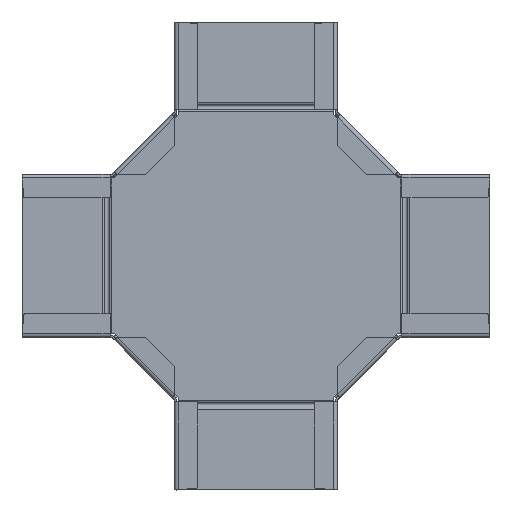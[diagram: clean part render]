
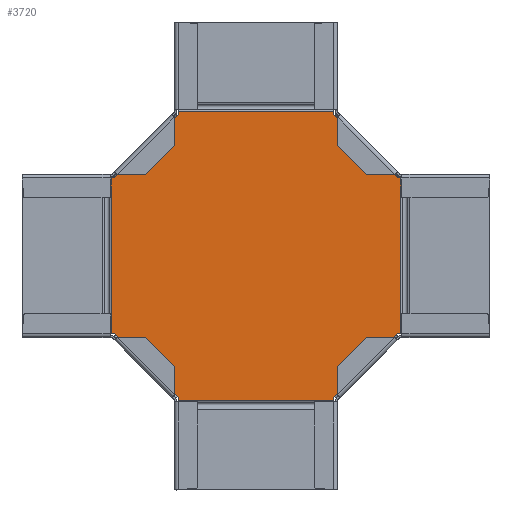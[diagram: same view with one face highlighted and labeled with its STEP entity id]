
A CAD part, top view. The second image highlights one B-rep face of the part: STEP entity #3720.
In plain terms, the highlighted planar face has unit normal (0, 0, 1).
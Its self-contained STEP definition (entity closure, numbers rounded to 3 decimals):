
#2643=DIRECTION('',(-0.707,0.707,0.));
#2644=VECTOR('',#2643,57.631);
#2645=CARTESIAN_POINT('',(90.752,50.,0.));
#2646=LINE('',#2645,#2644);
#2647=DIRECTION('',(-1.,0.,0.));
#2648=VECTOR('',#2647,2.);
#2649=CARTESIAN_POINT('',(92.752,50.,0.));
#2650=LINE('',#2649,#2648);
#2651=DIRECTION('',(0.707,0.707,0.));
#2652=VECTOR('',#2651,57.631);
#2653=CARTESIAN_POINT('',(50.,-90.752,0.));
#2654=LINE('',#2653,#2652);
#2655=DIRECTION('',(0.,1.,0.));
#2656=VECTOR('',#2655,2.);
#2657=CARTESIAN_POINT('',(50.,-92.752,0.));
#2658=LINE('',#2657,#2656);
#2659=DIRECTION('',(0.707,-0.707,0.));
#2660=VECTOR('',#2659,57.631);
#2661=CARTESIAN_POINT('',(-90.752,-50.,0.));
#2662=LINE('',#2661,#2660);
#2663=DIRECTION('',(1.,0.,0.));
#2664=VECTOR('',#2663,2.);
#2665=CARTESIAN_POINT('',(-92.752,-50.,0.));
#2666=LINE('',#2665,#2664);
#2667=DIRECTION('',(-0.707,-0.707,0.));
#2668=VECTOR('',#2667,57.631);
#2669=CARTESIAN_POINT('',(-50.,90.752,0.));
#2670=LINE('',#2669,#2668);
#2671=DIRECTION('',(0.,-1.,0.));
#2672=VECTOR('',#2671,2.);
#2673=CARTESIAN_POINT('',(-50.,92.752,0.));
#2674=LINE('',#2673,#2672);
#2723=DIRECTION('',(-1.,0.,0.));
#2724=VECTOR('',#2723,2.);
#2725=CARTESIAN_POINT('',(92.752,-50.,0.));
#2726=LINE('',#2725,#2724);
#2727=DIRECTION('',(0.,-1.,0.));
#2728=VECTOR('',#2727,100.);
#2729=CARTESIAN_POINT('',(92.752,50.,0.));
#2730=LINE('',#2729,#2728);
#2857=DIRECTION('',(0.,-1.,0.));
#2858=VECTOR('',#2857,2.);
#2859=CARTESIAN_POINT('',(50.,92.752,0.));
#2860=LINE('',#2859,#2858);
#2879=DIRECTION('',(1.,0.,0.));
#2880=VECTOR('',#2879,100.);
#2881=CARTESIAN_POINT('',(-50.,92.752,0.));
#2882=LINE('',#2881,#2880);
#2917=DIRECTION('',(1.,0.,0.));
#2918=VECTOR('',#2917,2.);
#2919=CARTESIAN_POINT('',(-92.752,50.,0.));
#2920=LINE('',#2919,#2918);
#2935=DIRECTION('',(0.,1.,0.));
#2936=VECTOR('',#2935,100.);
#2937=CARTESIAN_POINT('',(-92.752,-50.,0.));
#2938=LINE('',#2937,#2936);
#3172=DIRECTION('',(-1.,0.,0.));
#3173=VECTOR('',#3172,100.);
#3174=CARTESIAN_POINT('',(50.,-92.752,0.));
#3175=LINE('',#3174,#3173);
#3194=DIRECTION('',(0.,1.,0.));
#3195=VECTOR('',#3194,2.);
#3196=CARTESIAN_POINT('',(-50.,-92.752,0.));
#3197=LINE('',#3196,#3195);
#3346=CARTESIAN_POINT('',(90.752,50.,0.));
#3347=CARTESIAN_POINT('',(50.,90.752,0.));
#3348=VERTEX_POINT('',#3346);
#3349=VERTEX_POINT('',#3347);
#3358=CARTESIAN_POINT('',(50.,-92.752,0.));
#3359=CARTESIAN_POINT('',(50.,-90.752,0.));
#3360=VERTEX_POINT('',#3358);
#3361=VERTEX_POINT('',#3359);
#3362=CARTESIAN_POINT('',(-90.752,-50.,0.));
#3363=CARTESIAN_POINT('',(-50.,-90.752,0.));
#3364=VERTEX_POINT('',#3362);
#3365=VERTEX_POINT('',#3363);
#3384=CARTESIAN_POINT('',(90.752,-50.,0.));
#3385=VERTEX_POINT('',#3384);
#3418=CARTESIAN_POINT('',(50.,92.752,0.));
#3419=VERTEX_POINT('',#3418);
#3438=CARTESIAN_POINT('',(-92.752,-50.,0.));
#3439=VERTEX_POINT('',#3438);
#3446=CARTESIAN_POINT('',(-50.,-92.752,0.));
#3447=VERTEX_POINT('',#3446);
#3450=CARTESIAN_POINT('',(92.752,-50.,0.));
#3451=VERTEX_POINT('',#3450);
#3454=CARTESIAN_POINT('',(92.752,50.,0.));
#3455=VERTEX_POINT('',#3454);
#3464=CARTESIAN_POINT('',(-50.,92.752,0.));
#3465=VERTEX_POINT('',#3464);
#3470=CARTESIAN_POINT('',(-92.752,50.,0.));
#3471=CARTESIAN_POINT('',(-90.752,50.,0.));
#3472=VERTEX_POINT('',#3470);
#3473=VERTEX_POINT('',#3471);
#3524=CARTESIAN_POINT('',(-50.,90.752,0.));
#3525=VERTEX_POINT('',#3524);
#3684=CARTESIAN_POINT('',(0.,-50.,0.));
#3685=DIRECTION('',(0.,0.,1.));
#3686=DIRECTION('',(1.,0.,0.));
#3687=AXIS2_PLACEMENT_3D('',#3684,#3685,#3686);
#3688=PLANE('',#3687);
#3690=ORIENTED_EDGE('',*,*,#3689,.F.);
#3692=ORIENTED_EDGE('',*,*,#3691,.F.);
#3694=ORIENTED_EDGE('',*,*,#3693,.T.);
#3696=ORIENTED_EDGE('',*,*,#3695,.T.);
#3697=ORIENTED_EDGE('',*,*,#3663,.F.);
#3698=ORIENTED_EDGE('',*,*,#3675,.F.);
#3700=ORIENTED_EDGE('',*,*,#3699,.T.);
#3702=ORIENTED_EDGE('',*,*,#3701,.T.);
#3704=ORIENTED_EDGE('',*,*,#3703,.F.);
#3705=ORIENTED_EDGE('',*,*,#3609,.F.);
#3707=ORIENTED_EDGE('',*,*,#3706,.T.);
#3709=ORIENTED_EDGE('',*,*,#3708,.T.);
#3711=ORIENTED_EDGE('',*,*,#3710,.F.);
#3713=ORIENTED_EDGE('',*,*,#3712,.F.);
#3715=ORIENTED_EDGE('',*,*,#3714,.T.);
#3717=ORIENTED_EDGE('',*,*,#3716,.T.);
#3718=EDGE_LOOP('',(#3690,#3692,#3694,#3696,#3697,#3698,#3700,#3702,#3704,#3705,
#3707,#3709,#3711,#3713,#3715,#3717));
#3719=FACE_OUTER_BOUND('',#3718,.F.);
#3720=ADVANCED_FACE('',(#3719),#3688,.T.);
#3609=EDGE_CURVE('',#3439,#3364,#2666,.T.);
#3663=EDGE_CURVE('',#3361,#3385,#2654,.T.);
#3675=EDGE_CURVE('',#3360,#3361,#2658,.T.);
#3689=EDGE_CURVE('',#3348,#3349,#2646,.T.);
#3691=EDGE_CURVE('',#3455,#3348,#2650,.T.);
#3693=EDGE_CURVE('',#3455,#3451,#2730,.T.);
#3695=EDGE_CURVE('',#3451,#3385,#2726,.T.);
#3699=EDGE_CURVE('',#3360,#3447,#3175,.T.);
#3701=EDGE_CURVE('',#3447,#3365,#3197,.T.);
#3703=EDGE_CURVE('',#3364,#3365,#2662,.T.);
#3706=EDGE_CURVE('',#3439,#3472,#2938,.T.);
#3708=EDGE_CURVE('',#3472,#3473,#2920,.T.);
#3710=EDGE_CURVE('',#3525,#3473,#2670,.T.);
#3712=EDGE_CURVE('',#3465,#3525,#2674,.T.);
#3714=EDGE_CURVE('',#3465,#3419,#2882,.T.);
#3716=EDGE_CURVE('',#3419,#3349,#2860,.T.);
